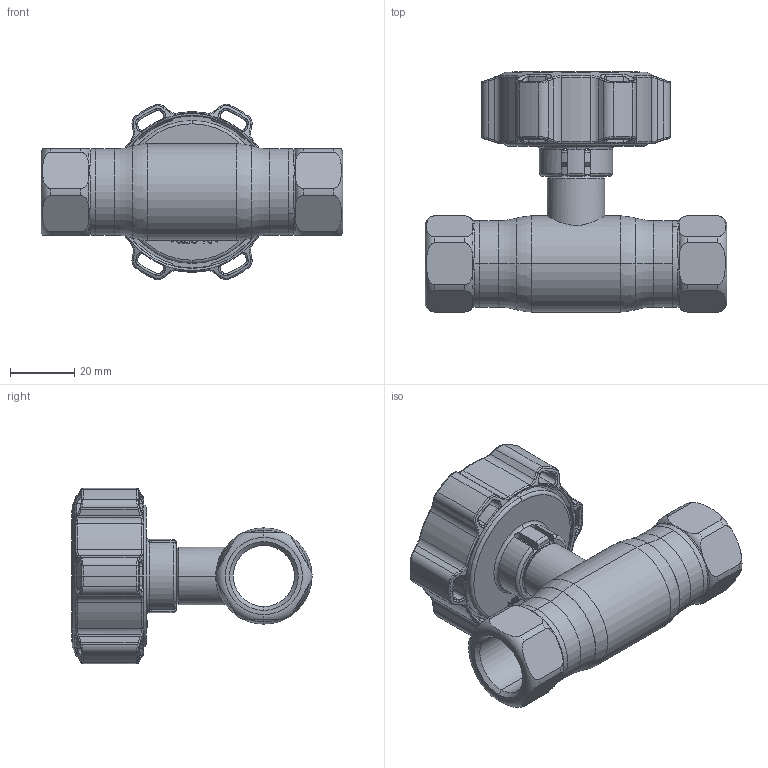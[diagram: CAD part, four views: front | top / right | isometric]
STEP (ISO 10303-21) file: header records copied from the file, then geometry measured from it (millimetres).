
FILE_DESCRIPTION (( 'STEP AP214' ), '1' );
FILE_NAME ('1015002000-1200.step', '2024-01-15T11:32:44', ( '' ), ( '' ), 'SwSTEP 2.0', 'SolidWorks 2021', '' );
FILE_SCHEMA (( 'AUTOMOTIVE_DESIGN' ));
Length unit declared in the file: millimetre
Products named in the file (1): 1015002000-1200
Bounding box: 94 x 74.8 x 54.57 mm (x, y, z)
Surface area: 26691.7 mm2 (no closed solid volume)
Topology: 0 solids, 8 shells, 579 faces, 1614 edges, 1023 vertices
Faces by surface type: bspline 184, cylinder 138, plane 106, torus 105, cone 46
Entity records: 35057 total; most frequent: CARTESIAN_POINT 15510, ORIENTED_EDGE 2951, DIRECTION 2330, EDGE_CURVE 1614, VERTEX_POINT 1023, AXIS2_PLACEMENT_3D 946, EDGE_LOOP 614, B_SPLINE_CURVE_WITH_KNOTS 596
